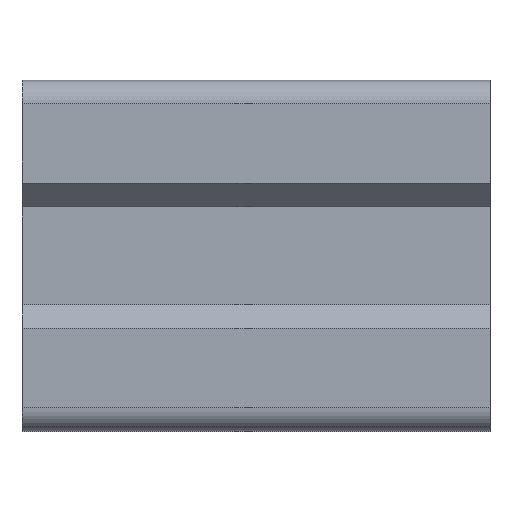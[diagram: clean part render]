
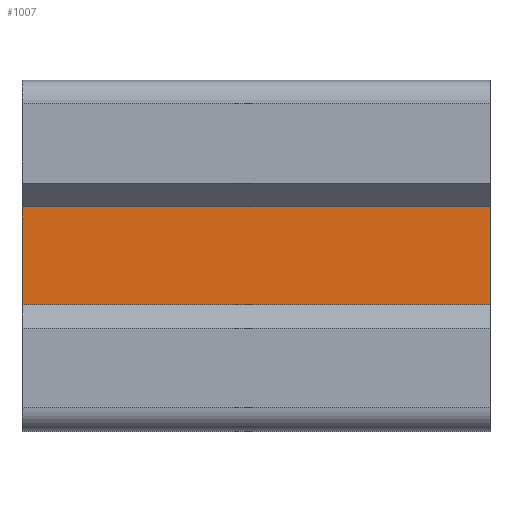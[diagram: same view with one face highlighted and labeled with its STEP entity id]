
A CAD part, top view. The second image highlights one B-rep face of the part: STEP entity #1007.
In plain terms, the highlighted planar face has unit normal (0, 0, 1).
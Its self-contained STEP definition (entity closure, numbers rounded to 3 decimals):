
#34=FACE_OUTER_BOUND('',#86,.T.);
#86=EDGE_LOOP('',(#748,#749,#750,#751));
#147=LINE('',#1410,#284);
#200=LINE('',#1526,#337);
#202=LINE('',#1530,#339);
#203=LINE('',#1531,#340);
#284=VECTOR('',#1138,10.);
#337=VECTOR('',#1223,10.);
#339=VECTOR('',#1227,10.);
#340=VECTOR('',#1228,10.);
#422=VERTEX_POINT('',#1407);
#423=VERTEX_POINT('',#1409);
#470=VERTEX_POINT('',#1525);
#471=VERTEX_POINT('',#1529);
#520=EDGE_CURVE('',#423,#422,#147,.T.);
#578=EDGE_CURVE('',#470,#423,#200,.T.);
#580=EDGE_CURVE('',#471,#422,#202,.T.);
#581=EDGE_CURVE('',#470,#471,#203,.T.);
#748=ORIENTED_EDGE('',*,*,#520,.T.);
#749=ORIENTED_EDGE('',*,*,#580,.F.);
#750=ORIENTED_EDGE('',*,*,#581,.F.);
#751=ORIENTED_EDGE('',*,*,#578,.T.);
#960=PLANE('',#1078);
#1007=ADVANCED_FACE('',(#34),#960,.T.);
#1078=AXIS2_PLACEMENT_3D('',#1528,#1225,#1226);
#1138=DIRECTION('',(0.,1.,0.));
#1223=DIRECTION('',(1.,0.,0.));
#1225=DIRECTION('center_axis',(0.,0.,1.));
#1226=DIRECTION('ref_axis',(0.,-1.,0.));
#1227=DIRECTION('',(1.,0.,0.));
#1228=DIRECTION('',(0.,1.,0.));
#1407=CARTESIAN_POINT('',(-30.,2.093,2.8));
#1409=CARTESIAN_POINT('',(-30.,-2.093,2.8));
#1410=CARTESIAN_POINT('',(-30.,1.875,2.8));
#1525=CARTESIAN_POINT('',(-50.,-2.093,2.8));
#1526=CARTESIAN_POINT('',(-50.,-2.093,2.8));
#1528=CARTESIAN_POINT('Origin',(-50.,0.,2.8));
#1529=CARTESIAN_POINT('',(-50.,2.093,2.8));
#1530=CARTESIAN_POINT('',(-50.,2.093,2.8));
#1531=CARTESIAN_POINT('',(-50.,-2.093,2.8));
